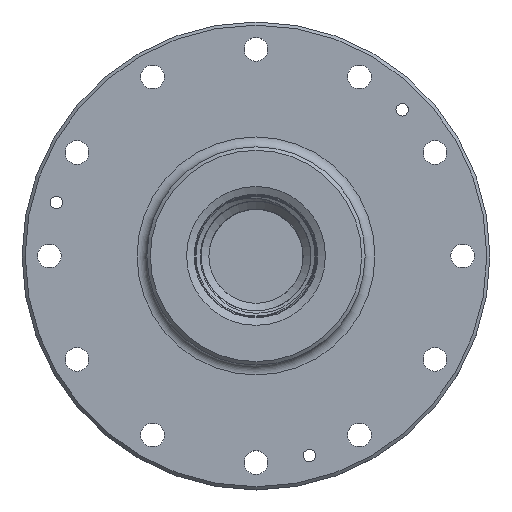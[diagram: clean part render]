
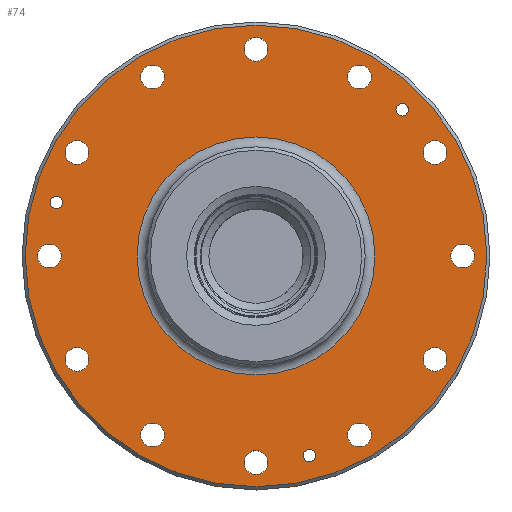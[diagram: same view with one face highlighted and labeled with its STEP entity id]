
A CAD part, top view. The second image highlights one B-rep face of the part: STEP entity #74.
In plain terms, the highlighted planar face has unit normal (0, 0, 1).
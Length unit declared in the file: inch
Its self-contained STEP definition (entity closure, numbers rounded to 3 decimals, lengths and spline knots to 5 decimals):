
#60=PLANE('',#1460);
#74=ADVANCED_FACE('',(#347,#348,#349,#350,#351,#352,#353,#354,#355,#356,
#357,#358,#359,#360,#361,#362,#363),#60,.F.);
#217=CIRCLE('',#1443,1.455);
#218=CIRCLE('',#1444,0.03937);
#219=CIRCLE('',#1445,0.03937);
#220=CIRCLE('',#1446,0.03937);
#221=CIRCLE('',#1447,0.75);
#222=CIRCLE('',#1448,0.07475);
#223=CIRCLE('',#1449,0.07475);
#224=CIRCLE('',#1450,0.07475);
#225=CIRCLE('',#1451,0.07475);
#226=CIRCLE('',#1452,0.07475);
#227=CIRCLE('',#1453,0.07475);
#228=CIRCLE('',#1454,0.07475);
#229=CIRCLE('',#1455,0.07475);
#230=CIRCLE('',#1456,0.07475);
#231=CIRCLE('',#1457,0.07475);
#232=CIRCLE('',#1458,0.07475);
#233=CIRCLE('',#1459,0.07475);
#347=FACE_BOUND('',#607,.T.);
#348=FACE_BOUND('',#608,.T.);
#349=FACE_BOUND('',#609,.T.);
#350=FACE_BOUND('',#610,.T.);
#351=FACE_BOUND('',#611,.T.);
#352=FACE_BOUND('',#612,.T.);
#353=FACE_BOUND('',#613,.T.);
#354=FACE_BOUND('',#614,.T.);
#355=FACE_BOUND('',#615,.T.);
#356=FACE_BOUND('',#616,.T.);
#357=FACE_BOUND('',#617,.T.);
#358=FACE_BOUND('',#618,.T.);
#359=FACE_BOUND('',#619,.T.);
#360=FACE_BOUND('',#620,.T.);
#361=FACE_BOUND('',#621,.T.);
#362=FACE_BOUND('',#622,.T.);
#363=FACE_BOUND('',#623,.T.);
#607=EDGE_LOOP('',(#871));
#608=EDGE_LOOP('',(#872));
#609=EDGE_LOOP('',(#873));
#610=EDGE_LOOP('',(#874));
#611=EDGE_LOOP('',(#875));
#612=EDGE_LOOP('',(#876));
#613=EDGE_LOOP('',(#877));
#614=EDGE_LOOP('',(#878));
#615=EDGE_LOOP('',(#879));
#616=EDGE_LOOP('',(#880));
#617=EDGE_LOOP('',(#881));
#618=EDGE_LOOP('',(#882));
#619=EDGE_LOOP('',(#883));
#620=EDGE_LOOP('',(#884));
#621=EDGE_LOOP('',(#885));
#622=EDGE_LOOP('',(#886));
#623=EDGE_LOOP('',(#887));
#871=ORIENTED_EDGE('',*,*,#1289,.T.);
#872=ORIENTED_EDGE('',*,*,#1290,.F.);
#873=ORIENTED_EDGE('',*,*,#1291,.F.);
#874=ORIENTED_EDGE('',*,*,#1292,.F.);
#875=ORIENTED_EDGE('',*,*,#1293,.T.);
#876=ORIENTED_EDGE('',*,*,#1294,.F.);
#877=ORIENTED_EDGE('',*,*,#1295,.F.);
#878=ORIENTED_EDGE('',*,*,#1296,.F.);
#879=ORIENTED_EDGE('',*,*,#1297,.F.);
#880=ORIENTED_EDGE('',*,*,#1298,.F.);
#881=ORIENTED_EDGE('',*,*,#1299,.F.);
#882=ORIENTED_EDGE('',*,*,#1300,.F.);
#883=ORIENTED_EDGE('',*,*,#1301,.F.);
#884=ORIENTED_EDGE('',*,*,#1302,.F.);
#885=ORIENTED_EDGE('',*,*,#1303,.F.);
#886=ORIENTED_EDGE('',*,*,#1304,.F.);
#887=ORIENTED_EDGE('',*,*,#1305,.F.);
#1152=VERTEX_POINT('',#6561);
#1153=VERTEX_POINT('',#6563);
#1154=VERTEX_POINT('',#6565);
#1155=VERTEX_POINT('',#6567);
#1156=VERTEX_POINT('',#6569);
#1157=VERTEX_POINT('',#6571);
#1158=VERTEX_POINT('',#6573);
#1159=VERTEX_POINT('',#6575);
#1160=VERTEX_POINT('',#6577);
#1161=VERTEX_POINT('',#6579);
#1162=VERTEX_POINT('',#6581);
#1163=VERTEX_POINT('',#6583);
#1164=VERTEX_POINT('',#6585);
#1165=VERTEX_POINT('',#6587);
#1166=VERTEX_POINT('',#6589);
#1167=VERTEX_POINT('',#6591);
#1168=VERTEX_POINT('',#6593);
#1289=EDGE_CURVE('',#1152,#1152,#217,.T.);
#1290=EDGE_CURVE('',#1153,#1153,#218,.T.);
#1291=EDGE_CURVE('',#1154,#1154,#219,.T.);
#1292=EDGE_CURVE('',#1155,#1155,#220,.T.);
#1293=EDGE_CURVE('',#1156,#1156,#221,.T.);
#1294=EDGE_CURVE('',#1157,#1157,#222,.T.);
#1295=EDGE_CURVE('',#1158,#1158,#223,.T.);
#1296=EDGE_CURVE('',#1159,#1159,#224,.T.);
#1297=EDGE_CURVE('',#1160,#1160,#225,.T.);
#1298=EDGE_CURVE('',#1161,#1161,#226,.T.);
#1299=EDGE_CURVE('',#1162,#1162,#227,.T.);
#1300=EDGE_CURVE('',#1163,#1163,#228,.T.);
#1301=EDGE_CURVE('',#1164,#1164,#229,.T.);
#1302=EDGE_CURVE('',#1165,#1165,#230,.T.);
#1303=EDGE_CURVE('',#1166,#1166,#231,.T.);
#1304=EDGE_CURVE('',#1167,#1167,#232,.T.);
#1305=EDGE_CURVE('',#1168,#1168,#233,.T.);
#1443=AXIS2_PLACEMENT_3D('',#6560,#1583,#1584);
#1444=AXIS2_PLACEMENT_3D('',#6562,#1585,#1586);
#1445=AXIS2_PLACEMENT_3D('',#6564,#1587,#1588);
#1446=AXIS2_PLACEMENT_3D('',#6566,#1589,#1590);
#1447=AXIS2_PLACEMENT_3D('',#6568,#1591,#1592);
#1448=AXIS2_PLACEMENT_3D('',#6570,#1593,#1594);
#1449=AXIS2_PLACEMENT_3D('',#6572,#1595,#1596);
#1450=AXIS2_PLACEMENT_3D('',#6574,#1597,#1598);
#1451=AXIS2_PLACEMENT_3D('',#6576,#1599,#1600);
#1452=AXIS2_PLACEMENT_3D('',#6578,#1601,#1602);
#1453=AXIS2_PLACEMENT_3D('',#6580,#1603,#1604);
#1454=AXIS2_PLACEMENT_3D('',#6582,#1605,#1606);
#1455=AXIS2_PLACEMENT_3D('',#6584,#1607,#1608);
#1456=AXIS2_PLACEMENT_3D('',#6586,#1609,#1610);
#1457=AXIS2_PLACEMENT_3D('',#6588,#1611,#1612);
#1458=AXIS2_PLACEMENT_3D('',#6590,#1613,#1614);
#1459=AXIS2_PLACEMENT_3D('',#6592,#1615,#1616);
#1460=AXIS2_PLACEMENT_3D('',#6594,#1617,#1618);
#1583=DIRECTION('',(0.,0.,1.));
#1584=DIRECTION('',(0.,1.,0.));
#1585=DIRECTION('',(0.,0.,1.));
#1586=DIRECTION('',(0.,1.,0.));
#1587=DIRECTION('',(0.,0.,1.));
#1588=DIRECTION('',(0.,1.,0.));
#1589=DIRECTION('',(0.,0.,1.));
#1590=DIRECTION('',(0.,1.,0.));
#1591=DIRECTION('',(0.,0.,-1.));
#1592=DIRECTION('',(0.,1.,0.));
#1593=DIRECTION('',(0.,0.,1.));
#1594=DIRECTION('',(-0.866,0.5,0.));
#1595=DIRECTION('',(0.,0.,1.));
#1596=DIRECTION('',(-1.,0.,0.));
#1597=DIRECTION('',(0.,0.,1.));
#1598=DIRECTION('',(-0.866,-0.5,0.));
#1599=DIRECTION('',(0.,0.,1.));
#1600=DIRECTION('',(-0.5,-0.866,0.));
#1601=DIRECTION('',(0.,0.,1.));
#1602=DIRECTION('',(0.,-1.,0.));
#1603=DIRECTION('',(0.,0.,1.));
#1604=DIRECTION('',(0.5,-0.866,0.));
#1605=DIRECTION('',(0.,0.,1.));
#1606=DIRECTION('',(0.866,-0.5,0.));
#1607=DIRECTION('',(0.,0.,1.));
#1608=DIRECTION('',(1.,0.,0.));
#1609=DIRECTION('',(0.,0.,1.));
#1610=DIRECTION('',(0.866,0.5,0.));
#1611=DIRECTION('',(0.,0.,1.));
#1612=DIRECTION('',(0.5,0.866,0.));
#1613=DIRECTION('',(0.,0.,1.));
#1614=DIRECTION('',(-0.5,0.866,0.));
#1615=DIRECTION('',(0.,0.,1.));
#1616=DIRECTION('',(0.,1.,0.));
#1617=DIRECTION('',(0.,0.,-1.));
#1618=DIRECTION('',(-1.,0.,0.));
#6560=CARTESIAN_POINT('',(0.,0.,11.22854));
#6561=CARTESIAN_POINT('',(0.,1.455,11.22854));
#6562=CARTESIAN_POINT('',(0.92141,0.92141,11.22854));
#6563=CARTESIAN_POINT('',(0.92141,0.96078,11.22854));
#6564=CARTESIAN_POINT('',(0.33726,-1.25867,11.22854));
#6565=CARTESIAN_POINT('',(0.33726,-1.2193,11.22854));
#6566=CARTESIAN_POINT('',(-1.25867,0.33726,11.22854));
#6567=CARTESIAN_POINT('',(-1.25867,0.37663,11.22854));
#6568=CARTESIAN_POINT('',(0.,0.,11.22854));
#6569=CARTESIAN_POINT('',(0.,0.75,11.22854));
#6570=CARTESIAN_POINT('',(-1.1285,0.65154,11.22854));
#6571=CARTESIAN_POINT('',(-1.19323,0.68891,11.22854));
#6572=CARTESIAN_POINT('',(-1.30307,0.,11.22854));
#6573=CARTESIAN_POINT('',(-1.37782,0.,11.22854));
#6574=CARTESIAN_POINT('',(-1.1285,-0.65154,11.22854));
#6575=CARTESIAN_POINT('',(-1.19323,-0.68891,11.22854));
#6576=CARTESIAN_POINT('',(-0.65154,-1.1285,11.22854));
#6577=CARTESIAN_POINT('',(-0.68891,-1.19323,11.22854));
#6578=CARTESIAN_POINT('',(0.,-1.30307,11.22854));
#6579=CARTESIAN_POINT('',(0.,-1.37782,11.22854));
#6580=CARTESIAN_POINT('',(0.65154,-1.1285,11.22854));
#6581=CARTESIAN_POINT('',(0.68891,-1.19323,11.22854));
#6582=CARTESIAN_POINT('',(1.1285,-0.65154,11.22854));
#6583=CARTESIAN_POINT('',(1.19323,-0.68891,11.22854));
#6584=CARTESIAN_POINT('',(1.30307,0.,11.22854));
#6585=CARTESIAN_POINT('',(1.37782,0.,11.22854));
#6586=CARTESIAN_POINT('',(1.1285,0.65154,11.22854));
#6587=CARTESIAN_POINT('',(1.19323,0.68891,11.22854));
#6588=CARTESIAN_POINT('',(0.65154,1.1285,11.22854));
#6589=CARTESIAN_POINT('',(0.68891,1.19323,11.22854));
#6590=CARTESIAN_POINT('',(-0.65154,1.1285,11.22854));
#6591=CARTESIAN_POINT('',(-0.68891,1.19323,11.22854));
#6592=CARTESIAN_POINT('',(0.,1.30307,11.22854));
#6593=CARTESIAN_POINT('',(0.,1.37782,11.22854));
#6594=CARTESIAN_POINT('',(0.,0.297,11.22854));
